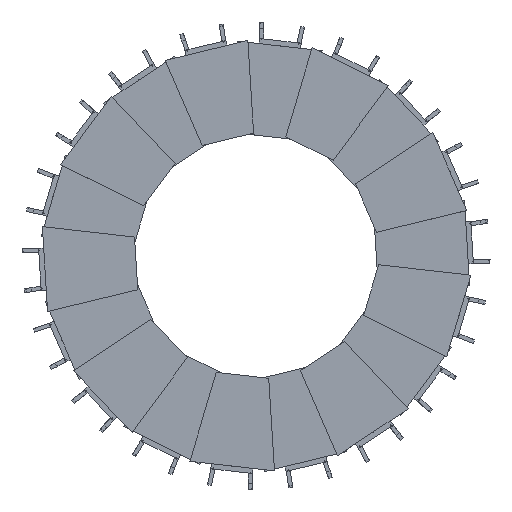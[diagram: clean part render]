
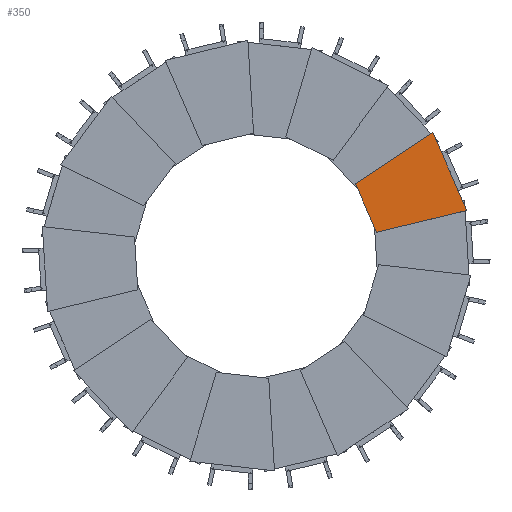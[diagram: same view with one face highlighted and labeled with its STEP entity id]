
A CAD part, top view. The second image highlights one B-rep face of the part: STEP entity #350.
In plain terms, the highlighted planar face has unit normal (0, 0, 1).
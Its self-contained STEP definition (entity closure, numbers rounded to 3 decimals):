
#245=CARTESIAN_POINT('Vertex',(-3229.326,162.927,10550.499)) ;
#248=CARTESIAN_POINT('Line Origine',(-3072.157,780.83,10550.499)) ;
#252=CARTESIAN_POINT('Vertex',(-2914.988,1398.734,10550.5)) ;
#312=CARTESIAN_POINT('Vertex',(-1842.055,59.323,10550.497)) ;
#315=CARTESIAN_POINT('Line Origine',(-2535.69,111.125,10550.498)) ;
#327=CARTESIAN_POINT('Axis2P3D Location',(-1419.021,61.082,10550.496)) ;
#332=CARTESIAN_POINT('Line Origine',(-1744.435,443.113,10550.497)) ;
#336=CARTESIAN_POINT('Vertex',(-1646.814,826.903,10550.497)) ;
#339=CARTESIAN_POINT('Line Origine',(-2280.901,1112.819,10550.498)) ;
#249=DIRECTION('Vector Direction',(0.247,0.969,0.)) ;
#316=DIRECTION('Vector Direction',(-0.997,0.074,0.)) ;
#328=DIRECTION('Axis2P3D Direction',(0.,0.,1.)) ;
#329=DIRECTION('Axis2P3D XDirection',(-0.183,0.983,0.)) ;
#333=DIRECTION('Vector Direction',(-0.247,-0.969,0.)) ;
#340=DIRECTION('Vector Direction',(0.912,-0.411,0.)) ;
#330=AXIS2_PLACEMENT_3D('Plane Axis2P3D',#327,#328,#329) ;
#345=ORIENTED_EDGE('',*,*,#254,.F.) ;
#346=ORIENTED_EDGE('',*,*,#319,.F.) ;
#347=ORIENTED_EDGE('',*,*,#338,.F.) ;
#348=ORIENTED_EDGE('',*,*,#343,.F.) ;
#250=VECTOR('Line Direction',#249,1.) ;
#317=VECTOR('Line Direction',#316,1.) ;
#334=VECTOR('Line Direction',#333,1.) ;
#341=VECTOR('Line Direction',#340,1.) ;
#350=ADVANCED_FACE('R2',(#349),#331,.T.) ;
#254=EDGE_CURVE('',#246,#253,#251,.T.) ;
#319=EDGE_CURVE('',#313,#246,#318,.T.) ;
#338=EDGE_CURVE('',#337,#313,#335,.T.) ;
#343=EDGE_CURVE('',#253,#337,#342,.T.) ;
#344=EDGE_LOOP('',(#345,#346,#347,#348)) ;
#349=FACE_OUTER_BOUND('',#344,.T.) ;
#251=LINE('Line',#248,#250) ;
#318=LINE('Line',#315,#317) ;
#335=LINE('Line',#332,#334) ;
#342=LINE('Line',#339,#341) ;
#331=PLANE('',#330) ;
#246=VERTEX_POINT('',#245) ;
#253=VERTEX_POINT('',#252) ;
#313=VERTEX_POINT('',#312) ;
#337=VERTEX_POINT('',#336) ;
